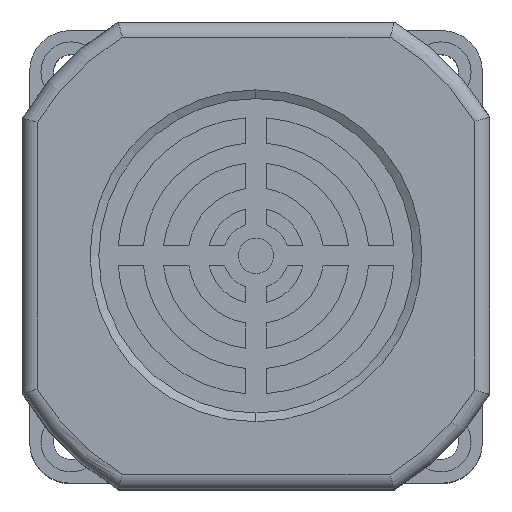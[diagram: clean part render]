
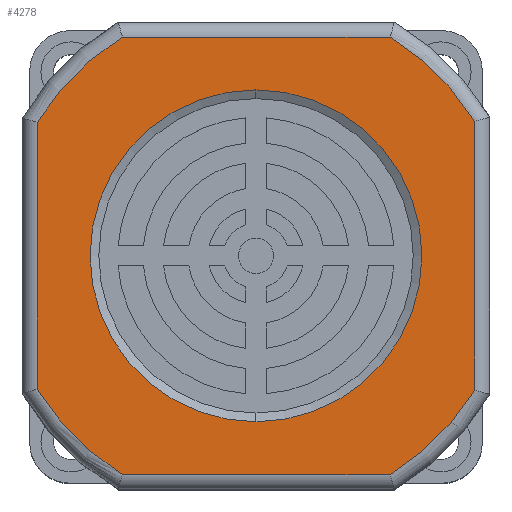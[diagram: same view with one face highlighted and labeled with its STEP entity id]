
A CAD part, top view. The second image highlights one B-rep face of the part: STEP entity #4278.
In plain terms, the highlighted face is planar.
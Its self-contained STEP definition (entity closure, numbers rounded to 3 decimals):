
#46 = EDGE_CURVE ( 'NONE', #6392, #5555, #281, .T. ) ;
#238 = AXIS2_PLACEMENT_3D ( 'NONE', #14489, #5107, #5055 ) ;
#281 = CIRCLE ( 'NONE', #11477, 51. ) ;
#317 = CARTESIAN_POINT ( 'NONE',  ( 0.05, 0., -43.5 ) ) ;
#552 = DIRECTION ( 'NONE',  ( 0., -1., 0. ) ) ;
#566 = EDGE_CURVE ( 'NONE', #5555, #4735, #5779, .T. ) ;
#637 = VERTEX_POINT ( 'NONE', #2541 ) ;
#697 = ORIENTED_EDGE ( 'NONE', *, *, #8093, .F. ) ;
#777 = DIRECTION ( 'NONE',  ( 0., 0., 1. ) ) ;
#827 = CARTESIAN_POINT ( 'NONE',  ( 43.5, 0., 0. ) ) ;
#860 = EDGE_CURVE ( 'NONE', #4735, #4155, #3076, .T. ) ;
#1197 = VECTOR ( 'NONE', #777, 1000. ) ;
#1212 = CIRCLE ( 'NONE', #10637, 51. ) ;
#1357 = AXIS2_PLACEMENT_3D ( 'NONE', #8029, #552, #9287 ) ;
#1401 = EDGE_CURVE ( 'NONE', #1468, #8925, #2247, .T. ) ;
#1468 = VERTEX_POINT ( 'NONE', #3656 ) ;
#1531 = CARTESIAN_POINT ( 'NONE',  ( 26.673, 0., 43.5 ) ) ;
#2117 = DIRECTION ( 'NONE',  ( 0., 0., 1. ) ) ;
#2154 = DIRECTION ( 'NONE',  ( 0., -1., 0. ) ) ;
#2238 = CARTESIAN_POINT ( 'NONE',  ( -26.572, 0., -43.5 ) ) ;
#2247 = CIRCLE ( 'NONE', #11877, 33. ) ;
#2278 = ORIENTED_EDGE ( 'NONE', *, *, #11276, .T. ) ;
#2286 = CARTESIAN_POINT ( 'NONE',  ( 0.05, 0., 0. ) ) ;
#2541 = CARTESIAN_POINT ( 'NONE',  ( 43.5, 0., -26.705 ) ) ;
#2789 = CARTESIAN_POINT ( 'NONE',  ( 0.05, 0., 0. ) ) ;
#3076 = CIRCLE ( 'NONE', #9315, 51. ) ;
#3656 = CARTESIAN_POINT ( 'NONE',  ( 0., 0., -33. ) ) ;
#4059 = DIRECTION ( 'NONE',  ( 0., 0., 1. ) ) ;
#4155 = VERTEX_POINT ( 'NONE', #11754 ) ;
#4278 = ADVANCED_FACE ( 'NONE', ( #12077, #11354 ), #6086, .F. ) ;
#4350 = DIRECTION ( 'NONE',  ( 0., 0., -1. ) ) ;
#4368 = DIRECTION ( 'NONE',  ( 0., -1., 0. ) ) ;
#4407 = CARTESIAN_POINT ( 'NONE',  ( 0., 0., 0. ) ) ;
#4572 = LINE ( 'NONE', #827, #1197 ) ;
#4574 = CARTESIAN_POINT ( 'NONE',  ( 0.05, 0., 43.5 ) ) ;
#4735 = VERTEX_POINT ( 'NONE', #9126 ) ;
#4842 = DIRECTION ( 'NONE',  ( -1., 0., 0. ) ) ;
#5055 = DIRECTION ( 'NONE',  ( 0., 0., 1. ) ) ;
#5059 = VERTEX_POINT ( 'NONE', #2238 ) ;
#5107 = DIRECTION ( 'NONE',  ( 0., 1., 0. ) ) ;
#5140 = CARTESIAN_POINT ( 'NONE',  ( -43.5, 0., 0. ) ) ;
#5516 = CARTESIAN_POINT ( 'NONE',  ( -43.5, 0., -26.54 ) ) ;
#5543 = CARTESIAN_POINT ( 'NONE',  ( 0.05, 0., 0. ) ) ;
#5555 = VERTEX_POINT ( 'NONE', #1531 ) ;
#5779 = LINE ( 'NONE', #4574, #14983 ) ;
#6086 = PLANE ( 'NONE',  #238 ) ;
#6389 = DIRECTION ( 'NONE',  ( 0., 0., -1. ) ) ;
#6392 = VERTEX_POINT ( 'NONE', #11224 ) ;
#6814 = DIRECTION ( 'NONE',  ( 0., 0., 1. ) ) ;
#7143 = ORIENTED_EDGE ( 'NONE', *, *, #13634, .T. ) ;
#7493 = LINE ( 'NONE', #317, #13117 ) ;
#7540 = ORIENTED_EDGE ( 'NONE', *, *, #46, .T. ) ;
#8029 = CARTESIAN_POINT ( 'NONE',  ( 0., 0., 0. ) ) ;
#8093 = EDGE_CURVE ( 'NONE', #8925, #1468, #10527, .T. ) ;
#8538 = EDGE_LOOP ( 'NONE', ( #15720, #697 ) ) ;
#8539 = VERTEX_POINT ( 'NONE', #5516 ) ;
#8699 = ORIENTED_EDGE ( 'NONE', *, *, #860, .T. ) ;
#8925 = VERTEX_POINT ( 'NONE', #10117 ) ;
#9044 = DIRECTION ( 'NONE',  ( 1., 0., 0. ) ) ;
#9126 = CARTESIAN_POINT ( 'NONE',  ( -26.572, 0., 43.5 ) ) ;
#9284 = ORIENTED_EDGE ( 'NONE', *, *, #12069, .T. ) ;
#9287 = DIRECTION ( 'NONE',  ( 0., 0., -1. ) ) ;
#9315 = AXIS2_PLACEMENT_3D ( 'NONE', #13656, #13617, #13581 ) ;
#9854 = EDGE_LOOP ( 'NONE', ( #11309, #2278, #9284, #12788, #7143, #7540, #14264, #8699 ) ) ;
#9996 = CIRCLE ( 'NONE', #10717, 51. ) ;
#10010 = LINE ( 'NONE', #5140, #13148 ) ;
#10117 = CARTESIAN_POINT ( 'NONE',  ( 0., 0., 33. ) ) ;
#10490 = EDGE_CURVE ( 'NONE', #4155, #8539, #10010, .T. ) ;
#10527 = CIRCLE ( 'NONE', #1357, 33. ) ;
#10637 = AXIS2_PLACEMENT_3D ( 'NONE', #5543, #13971, #6814 ) ;
#10717 = AXIS2_PLACEMENT_3D ( 'NONE', #2789, #11371, #4059 ) ;
#11224 = CARTESIAN_POINT ( 'NONE',  ( 43.5, 0., 26.705 ) ) ;
#11276 = EDGE_CURVE ( 'NONE', #8539, #5059, #9996, .T. ) ;
#11309 = ORIENTED_EDGE ( 'NONE', *, *, #10490, .T. ) ;
#11354 = FACE_BOUND ( 'NONE', #8538, .T. ) ;
#11371 = DIRECTION ( 'NONE',  ( 0., -1., 0. ) ) ;
#11451 = VERTEX_POINT ( 'NONE', #15098 ) ;
#11477 = AXIS2_PLACEMENT_3D ( 'NONE', #2286, #2154, #2117 ) ;
#11754 = CARTESIAN_POINT ( 'NONE',  ( -43.5, 0., 26.54 ) ) ;
#11877 = AXIS2_PLACEMENT_3D ( 'NONE', #4407, #4368, #4350 ) ;
#12069 = EDGE_CURVE ( 'NONE', #5059, #11451, #7493, .T. ) ;
#12077 = FACE_OUTER_BOUND ( 'NONE', #9854, .T. ) ;
#12788 = ORIENTED_EDGE ( 'NONE', *, *, #12859, .T. ) ;
#12859 = EDGE_CURVE ( 'NONE', #11451, #637, #1212, .T. ) ;
#13117 = VECTOR ( 'NONE', #9044, 1000. ) ;
#13148 = VECTOR ( 'NONE', #6389, 1000. ) ;
#13581 = DIRECTION ( 'NONE',  ( 0., 0., 1. ) ) ;
#13617 = DIRECTION ( 'NONE',  ( 0., -1., 0. ) ) ;
#13634 = EDGE_CURVE ( 'NONE', #637, #6392, #4572, .T. ) ;
#13656 = CARTESIAN_POINT ( 'NONE',  ( 0.05, 0., 0. ) ) ;
#13971 = DIRECTION ( 'NONE',  ( 0., -1., 0. ) ) ;
#14264 = ORIENTED_EDGE ( 'NONE', *, *, #566, .T. ) ;
#14489 = CARTESIAN_POINT ( 'NONE',  ( 0.05, 0., 0. ) ) ;
#14983 = VECTOR ( 'NONE', #4842, 1000. ) ;
#15098 = CARTESIAN_POINT ( 'NONE',  ( 26.673, 0., -43.5 ) ) ;
#15720 = ORIENTED_EDGE ( 'NONE', *, *, #1401, .F. ) ;
